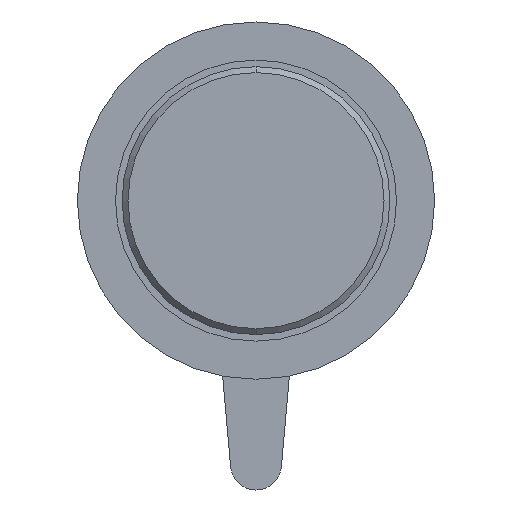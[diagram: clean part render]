
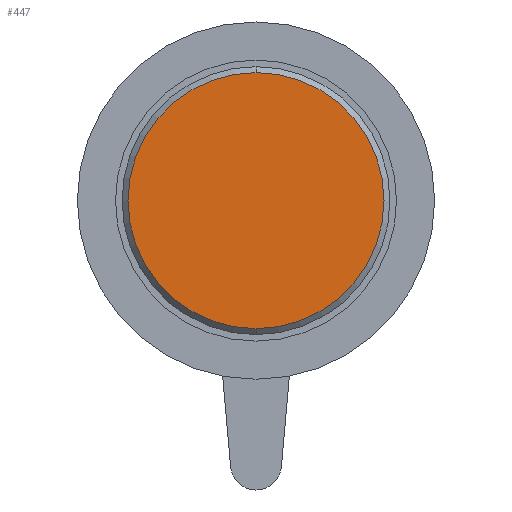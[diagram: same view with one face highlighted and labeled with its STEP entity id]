
A CAD part, front view. The second image highlights one B-rep face of the part: STEP entity #447.
In plain terms, the highlighted planar face has unit normal (0, -1, 0).
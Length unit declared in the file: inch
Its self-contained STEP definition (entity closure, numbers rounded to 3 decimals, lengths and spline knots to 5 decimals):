
#122 = CARTESIAN_POINT ( 'NONE',  ( 1.125, -2.06, 0. ) ) ;
#125 = DIRECTION ( 'NONE',  ( 0., 1., 0. ) ) ;
#162 = EDGE_CURVE ( 'NONE', #270, #470, #211, .T. ) ;
#211 = CIRCLE ( 'NONE', #722, 1.075 ) ;
#212 = CARTESIAN_POINT ( 'NONE',  ( 0., -2.06, 0. ) ) ;
#213 = FACE_OUTER_BOUND ( 'NONE', #590, .T. ) ;
#241 = DIRECTION ( 'NONE',  ( 0., 0., 1. ) ) ;
#259 = DIRECTION ( 'NONE',  ( 0., -1., 0. ) ) ;
#270 = VERTEX_POINT ( 'NONE', #318 ) ;
#286 = DIRECTION ( 'NONE',  ( 0., -1., 0. ) ) ;
#318 = CARTESIAN_POINT ( 'NONE',  ( 0., -2.06, -1.075 ) ) ;
#364 = AXIS2_PLACEMENT_3D ( 'NONE', #122, #125, #241 ) ;
#394 = DIRECTION ( 'NONE',  ( 0., 0., 1. ) ) ;
#446 = ORIENTED_EDGE ( 'NONE', *, *, #162, .T. ) ;
#447 = ADVANCED_FACE ( 'NONE', ( #213 ), #600, .F. ) ;
#470 = VERTEX_POINT ( 'NONE', #544 ) ;
#544 = CARTESIAN_POINT ( 'NONE',  ( 0., -2.06, 1.075 ) ) ;
#561 = AXIS2_PLACEMENT_3D ( 'NONE', #726, #259, #666 ) ;
#590 = EDGE_LOOP ( 'NONE', ( #680, #446 ) ) ;
#600 = PLANE ( 'NONE',  #364 ) ;
#621 = CIRCLE ( 'NONE', #561, 1.075 ) ;
#635 = EDGE_CURVE ( 'NONE', #470, #270, #621, .T. ) ;
#666 = DIRECTION ( 'NONE',  ( 0., 0., 1. ) ) ;
#680 = ORIENTED_EDGE ( 'NONE', *, *, #635, .T. ) ;
#722 = AXIS2_PLACEMENT_3D ( 'NONE', #212, #286, #394 ) ;
#726 = CARTESIAN_POINT ( 'NONE',  ( 0., -2.06, 0. ) ) ;
